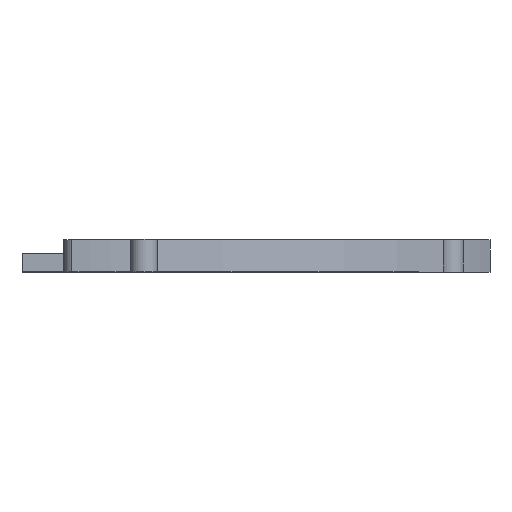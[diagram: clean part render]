
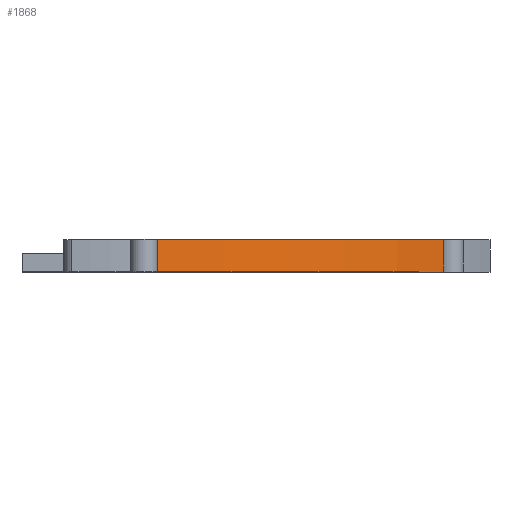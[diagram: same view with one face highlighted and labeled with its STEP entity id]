
A CAD part, top view. The second image highlights one B-rep face of the part: STEP entity #1868.
In plain terms, the highlighted cylindrical face has radius 160.051 mm (diameter 320.102 mm), a partial arc.
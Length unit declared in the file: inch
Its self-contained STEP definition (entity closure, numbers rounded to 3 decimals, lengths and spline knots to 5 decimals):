
#201=FACE_OUTER_BOUND('',#326,.T.);
#326=EDGE_LOOP('',(#1735,#1736,#1737,#1738));
#345=LINE('',#2591,#546);
#348=LINE('',#2606,#549);
#546=VECTOR('',#2068,0.3937);
#549=VECTOR('',#2083,0.3937);
#744=CIRCLE('',#1908,6.30122);
#766=CIRCLE('',#1937,6.30122);
#808=VERTEX_POINT('',#2587);
#810=VERTEX_POINT('',#2590);
#815=VERTEX_POINT('',#2603);
#816=VERTEX_POINT('',#2605);
#984=EDGE_CURVE('',#810,#808,#345,.T.);
#991=EDGE_CURVE('',#816,#815,#348,.T.);
#1020=EDGE_CURVE('',#810,#815,#744,.T.);
#1091=EDGE_CURVE('',#816,#808,#766,.T.);
#1735=ORIENTED_EDGE('',*,*,#984,.T.);
#1736=ORIENTED_EDGE('',*,*,#1091,.F.);
#1737=ORIENTED_EDGE('',*,*,#991,.T.);
#1738=ORIENTED_EDGE('',*,*,#1020,.F.);
#1776=CYLINDRICAL_SURFACE('',#2035,6.30122);
#1868=ADVANCED_FACE('',(#201),#1776,.T.);
#1908=AXIS2_PLACEMENT_3D('',#2663,#2129,#2130);
#1937=AXIS2_PLACEMENT_3D('',#2797,#2236,#2237);
#2035=AXIS2_PLACEMENT_3D('',#3073,#2542,#2543);
#2068=DIRECTION('',(0.,1.,0.));
#2083=DIRECTION('',(0.,-1.,0.));
#2129=DIRECTION('center_axis',(0.,-1.,0.));
#2130=DIRECTION('ref_axis',(0.884,0.,0.468));
#2236=DIRECTION('center_axis',(0.,1.,0.));
#2237=DIRECTION('ref_axis',(0.884,0.,0.468));
#2542=DIRECTION('center_axis',(0.,-1.,0.));
#2543=DIRECTION('ref_axis',(0.884,0.,0.468));
#2587=CARTESIAN_POINT('',(4.7694,1.0041,3.68392));
#2590=CARTESIAN_POINT('',(4.7694,0.5541,3.68392));
#2591=CARTESIAN_POINT('',(4.7694,1.0041,3.68392));
#2603=CARTESIAN_POINT('',(0.77797,0.5541,5.97308));
#2605=CARTESIAN_POINT('',(0.77797,1.0041,5.97308));
#2606=CARTESIAN_POINT('',(0.77797,1.0041,5.97308));
#2663=CARTESIAN_POINT('Origin',(-0.14479,0.5541,-0.2602));
#2797=CARTESIAN_POINT('Origin',(-0.14479,1.0041,-0.2602));
#3073=CARTESIAN_POINT('Origin',(-0.14479,0.7541,-0.2602));
